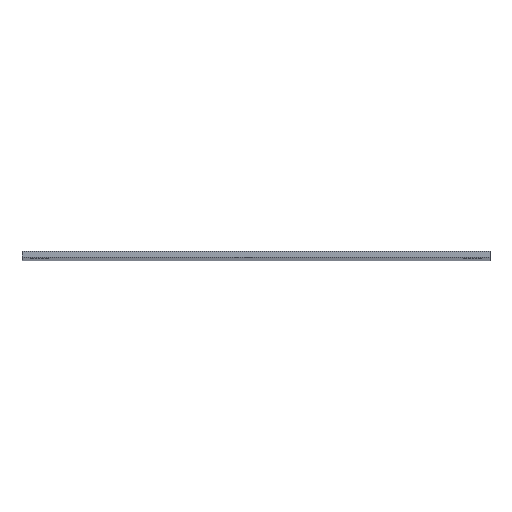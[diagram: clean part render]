
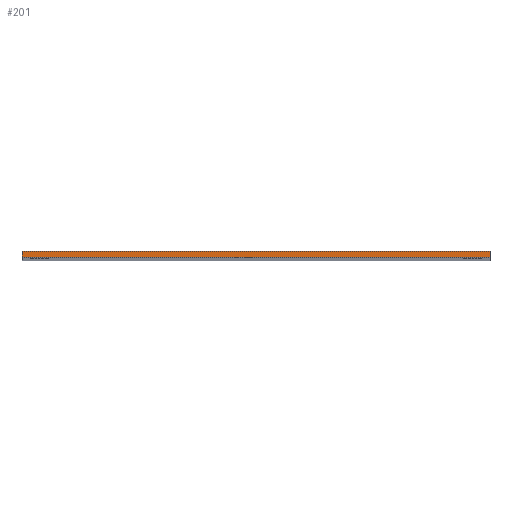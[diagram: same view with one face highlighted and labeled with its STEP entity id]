
A CAD part, top view. The second image highlights one B-rep face of the part: STEP entity #201.
In plain terms, the highlighted planar face has unit normal (0, 0, 1).
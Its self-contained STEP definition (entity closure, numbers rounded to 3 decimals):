
#61 = CARTESIAN_POINT ( 'NONE',  ( -40., 0., 160.25 ) ) ;
#65 = DIRECTION ( 'NONE',  ( 1., 0., 0. ) ) ;
#90 = VERTEX_POINT ( 'NONE', #61 ) ;
#109 = ORIENTED_EDGE ( 'NONE', *, *, #312, .F. ) ;
#116 = AXIS2_PLACEMENT_3D ( 'NONE', #538, #156, #416 ) ;
#120 = VERTEX_POINT ( 'NONE', #775 ) ;
#129 = VECTOR ( 'NONE', #457, 1000. ) ;
#134 = CARTESIAN_POINT ( 'NONE',  ( 40., 1., 160.25 ) ) ;
#149 = PLANE ( 'NONE',  #116 ) ;
#156 = DIRECTION ( 'NONE',  ( 0., 0., -1. ) ) ;
#158 = VECTOR ( 'NONE', #65, 1000. ) ;
#194 = ORIENTED_EDGE ( 'NONE', *, *, #298, .F. ) ;
#201 = ADVANCED_FACE ( 'NONE', ( #349 ), #149, .F. ) ;
#221 = DIRECTION ( 'NONE',  ( 0., -1., 0. ) ) ;
#293 = EDGE_LOOP ( 'NONE', ( #362, #194, #109, #793 ) ) ;
#298 = EDGE_CURVE ( 'NONE', #604, #120, #763, .T. ) ;
#312 = EDGE_CURVE ( 'NONE', #410, #604, #450, .T. ) ;
#326 = CARTESIAN_POINT ( 'NONE',  ( 40., 1., 160.25 ) ) ;
#349 = FACE_OUTER_BOUND ( 'NONE', #293, .T. ) ;
#361 = EDGE_CURVE ( 'NONE', #410, #90, #828, .T. ) ;
#362 = ORIENTED_EDGE ( 'NONE', *, *, #643, .T. ) ;
#370 = CARTESIAN_POINT ( 'NONE',  ( 40., 0., 160.25 ) ) ;
#397 = CARTESIAN_POINT ( 'NONE',  ( 40., 1., 160.25 ) ) ;
#410 = VERTEX_POINT ( 'NONE', #718 ) ;
#416 = DIRECTION ( 'NONE',  ( -1., 0., 0. ) ) ;
#450 = LINE ( 'NONE', #397, #158 ) ;
#457 = DIRECTION ( 'NONE',  ( 0., -1., 0. ) ) ;
#512 = CARTESIAN_POINT ( 'NONE',  ( -40., 1., 160.25 ) ) ;
#538 = CARTESIAN_POINT ( 'NONE',  ( 40., 1., 160.25 ) ) ;
#604 = VERTEX_POINT ( 'NONE', #326 ) ;
#643 = EDGE_CURVE ( 'NONE', #90, #120, #671, .T. ) ;
#671 = LINE ( 'NONE', #370, #739 ) ;
#689 = VECTOR ( 'NONE', #221, 1000. ) ;
#718 = CARTESIAN_POINT ( 'NONE',  ( -40., 1., 160.25 ) ) ;
#739 = VECTOR ( 'NONE', #798, 1000. ) ;
#763 = LINE ( 'NONE', #134, #129 ) ;
#775 = CARTESIAN_POINT ( 'NONE',  ( 40., 0., 160.25 ) ) ;
#793 = ORIENTED_EDGE ( 'NONE', *, *, #361, .T. ) ;
#798 = DIRECTION ( 'NONE',  ( 1., 0., 0. ) ) ;
#828 = LINE ( 'NONE', #512, #689 ) ;
